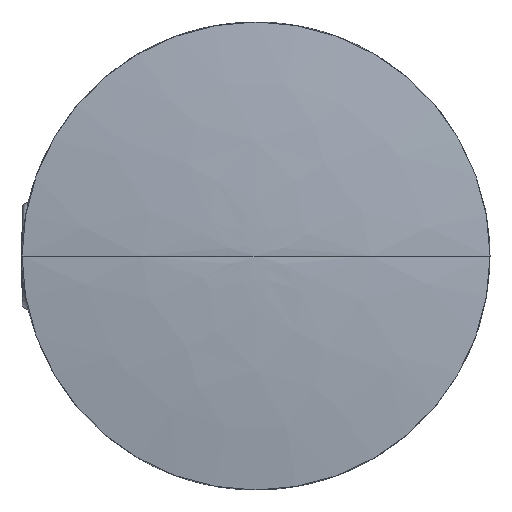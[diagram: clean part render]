
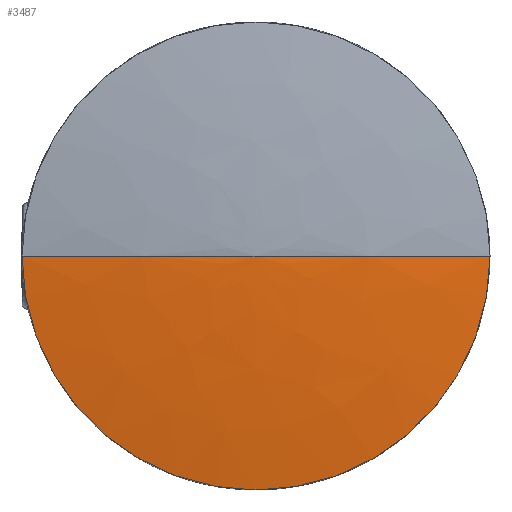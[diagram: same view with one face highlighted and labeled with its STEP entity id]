
A CAD part, left-side view. The second image highlights one B-rep face of the part: STEP entity #3487.
In plain terms, the highlighted free-form (B-spline) face has degree [2, 3] with [3, 4] control points.
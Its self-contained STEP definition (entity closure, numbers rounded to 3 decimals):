
#47 = EDGE_CURVE ( 'NONE', #1825, #3477, #2805, .T. ) ;
#288 = CARTESIAN_POINT ( 'NONE',  ( -70.753, 0., 0. ) ) ;
#306 = CARTESIAN_POINT ( 'NONE',  ( -69.926, 11., 0. ) ) ;
#358 = CARTESIAN_POINT ( 'NONE',  ( -69.926, 0., 0. ) ) ;
#398 = CARTESIAN_POINT ( 'NONE',  ( -70.753, 0., 0. ) ) ;
#769 = B_SPLINE_CURVE_WITH_KNOTS ( 'NONE', 2,
 ( #5106, #1507, #5686 ),
 .UNSPECIFIED., .F., .F.,
 ( 3, 3 ),
 ( 0., 1. ),
 .UNSPECIFIED. ) ;
#911 = CARTESIAN_POINT ( 'NONE',  ( -70.753, 0., 0. ) ) ;
#937 = EDGE_LOOP ( 'NONE', ( #2034, #3523, #6724, #1986 ) ) ;
#1044 = CIRCLE ( 'NONE', #4870, 11. ) ;
#1260 = EDGE_CURVE ( 'NONE', #3477, #5359, #1044, .T. ) ;
#1331 = VERTEX_POINT ( 'NONE', #288 ) ;
#1357 = CARTESIAN_POINT ( 'NONE',  ( -69.926, -11., 0. ) ) ;
#1387 = AXIS2_PLACEMENT_3D ( 'NONE', #4843, #4370, #1763 ) ;
#1395 = CARTESIAN_POINT ( 'NONE',  ( -69.926, 0., -11. ) ) ;
#1507 = CARTESIAN_POINT ( 'NONE',  ( -70.773, -5.274, 0. ) ) ;
#1763 = DIRECTION ( 'NONE',  ( 0., 0., 1. ) ) ;
#1768 = CARTESIAN_POINT ( 'NONE',  ( -69.926, -11., 0. ) ) ;
#1825 = VERTEX_POINT ( 'NONE', #2337 ) ;
#1829 = DIRECTION ( 'NONE',  ( 0., 0., 1. ) ) ;
#1908 = CARTESIAN_POINT ( 'NONE',  ( -70.773, 5.274, -10.547 ) ) ;
#1944 = CARTESIAN_POINT ( 'NONE',  ( -70.773, 5.274, 0. ) ) ;
#1986 = ORIENTED_EDGE ( 'NONE', *, *, #47, .T. ) ;
#2034 = ORIENTED_EDGE ( 'NONE', *, *, #1260, .T. ) ;
#2311 = DIRECTION ( 'NONE',  ( -1., 0., 0. ) ) ;
#2337 = CARTESIAN_POINT ( 'NONE',  ( -69.926, 11., 0. ) ) ;
#2388 = CARTESIAN_POINT ( 'NONE',  ( -70.773, -5.274, -10.547 ) ) ;
#2389 = EDGE_CURVE ( 'NONE', #5359, #1331, #769, .T. ) ;
#2405 = CARTESIAN_POINT ( 'NONE',  ( -70.753, 0., 0. ) ) ;
#2497 = CARTESIAN_POINT ( 'NONE',  ( -70.753, 0., 0. ) ) ;
#2805 = CIRCLE ( 'NONE', #1387, 11. ) ;
#3477 = VERTEX_POINT ( 'NONE', #1395 ) ;
#3486 = CARTESIAN_POINT ( 'NONE',  ( -69.926, -11., -22. ) ) ;
#3487 = ADVANCED_FACE ( 'NONE', ( #5022 ), #5674, .F. ) ;
#3520 = CARTESIAN_POINT ( 'NONE',  ( -69.926, 11., -22. ) ) ;
#3523 = ORIENTED_EDGE ( 'NONE', *, *, #2389, .T. ) ;
#4033 = CARTESIAN_POINT ( 'NONE',  ( -70.773, -5.274, 0. ) ) ;
#4370 = DIRECTION ( 'NONE',  ( -1., 0., 0. ) ) ;
#4843 = CARTESIAN_POINT ( 'NONE',  ( -69.926, 0., 0. ) ) ;
#4870 = AXIS2_PLACEMENT_3D ( 'NONE', #358, #2311, #1829 ) ;
#5022 = FACE_OUTER_BOUND ( 'NONE', #937, .T. ) ;
#5106 = CARTESIAN_POINT ( 'NONE',  ( -69.926, -11., 0. ) ) ;
#5127 = CARTESIAN_POINT ( 'NONE',  ( -69.926, 11., 0. ) ) ;
#5359 = VERTEX_POINT ( 'NONE', #1768 ) ;
#5604 = CARTESIAN_POINT ( 'NONE',  ( -70.753, 0., 0. ) ) ;
#5674 =( BOUNDED_SURFACE ( )  B_SPLINE_SURFACE ( 2, 3, ( 
 ( #5127, #3520, #3486, #1357 ),
 ( #1944, #1908, #2388, #4033 ),
 ( #398, #5604, #911, #2497 ) ),
 .UNSPECIFIED., .F., .F., .T. ) 
 B_SPLINE_SURFACE_WITH_KNOTS ( ( 3, 3 ),
 ( 4, 4 ),
 ( 0., 1. ),
 ( 0., 1. ),
 .UNSPECIFIED. ) 
 GEOMETRIC_REPRESENTATION_ITEM ( )  RATIONAL_B_SPLINE_SURFACE ( (
 ( 1., 0.333, 0.333, 1.),
 ( 1., 0.333, 0.333, 1.),
 ( 1., 0.333, 0.333, 1.) ) ) 
 REPRESENTATION_ITEM ( '' )  SURFACE ( )  );
#5686 = CARTESIAN_POINT ( 'NONE',  ( -70.753, 0., 0. ) ) ;
#5962 = CARTESIAN_POINT ( 'NONE',  ( -70.773, 5.274, 0. ) ) ;
#6205 = B_SPLINE_CURVE_WITH_KNOTS ( 'NONE', 2,
 ( #306, #5962, #2405 ),
 .UNSPECIFIED., .F., .F.,
 ( 3, 3 ),
 ( 0., 1. ),
 .UNSPECIFIED. ) ;
#6702 = EDGE_CURVE ( 'NONE', #1825, #1331, #6205, .T. ) ;
#6724 = ORIENTED_EDGE ( 'NONE', *, *, #6702, .F. ) ;
